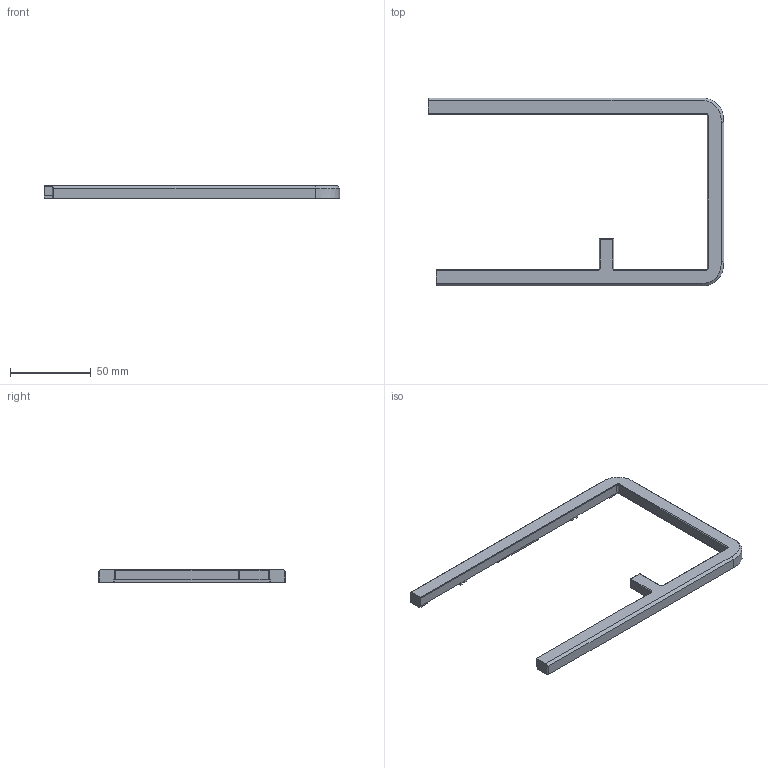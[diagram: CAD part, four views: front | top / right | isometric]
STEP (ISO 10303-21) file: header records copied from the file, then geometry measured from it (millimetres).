
FILE_DESCRIPTION(/* description */ (''),/* implementation_level */ '2;1');
FILE_NAME(/* name */ 'csx_right_top.step',/* time_stamp */ '2024-07-25T10:21:13-07:00',/* author */ (''),/* organization */ (''),/* preprocessor_version */ 'ST-DEVELOPER v20',/* originating_system */ 'Autodesk Translation Framework v13.14.0.145',/* authorisation */ '');
FILE_SCHEMA (('AUTOMOTIVE_DESIGN { 1 0 10303 214 3 1 1 }'));
Length unit declared in the file: millimetre
Products named in the file (1): Top
Bounding box: 182.2 x 116 x 7.9 mm (x, y, z)
Volume: 32932.9 mm3; surface area: 17060.8 mm2
Topology: 1 solids, 1 shells, 134 faces, 362 edges, 234 vertices
Faces by surface type: plane 86, cylinder 38, cone 6, bspline 4
Full cylindrical faces by diameter (mm): 5.2 x2
Entity records: 4481 total; most frequent: CARTESIAN_POINT 1041, ORIENTED_EDGE 720, DIRECTION 696, EDGE_CURVE 360, LINE 274, VECTOR 274, VERTEX_POINT 234, AXIS2_PLACEMENT_3D 211
